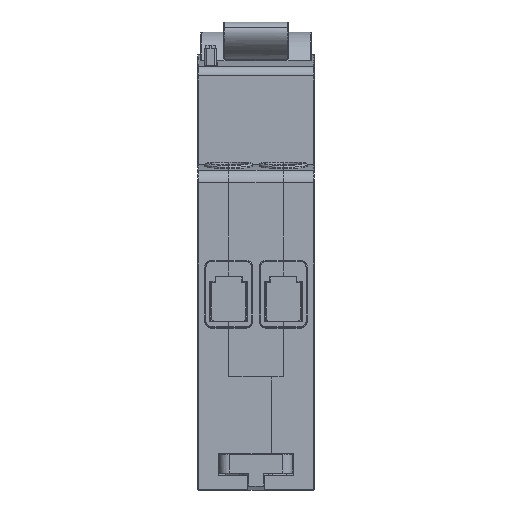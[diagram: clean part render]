
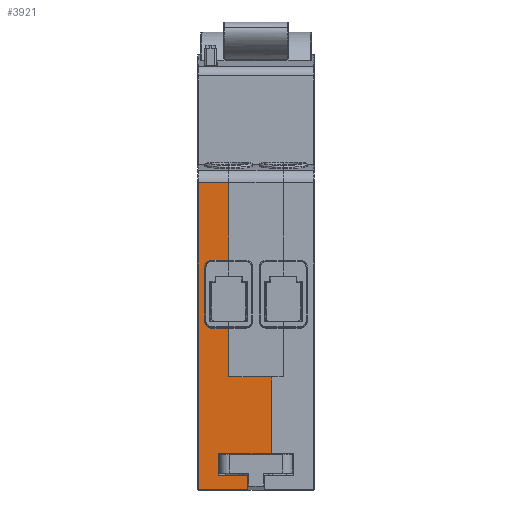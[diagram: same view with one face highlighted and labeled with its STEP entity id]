
A CAD part, front view. The second image highlights one B-rep face of the part: STEP entity #3921.
In plain terms, the highlighted planar face has unit normal (0, -1, 0).
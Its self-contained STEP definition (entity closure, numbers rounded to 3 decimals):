
#245 = EDGE_CURVE ( 'NONE', #1241, #4628, #264, .T. ) ;
#264 = LINE ( 'NONE', #30810, #38400 ) ;
#285 = DIRECTION ( 'NONE',  ( 0., 0., -1. ) ) ;
#614 = DIRECTION ( 'NONE',  ( 0., 0., 1. ) ) ;
#798 = ORIENTED_EDGE ( 'NONE', *, *, #13784, .T. ) ;
#802 = CARTESIAN_POINT ( 'NONE',  ( 2.4, -41.25, 0.1 ) ) ;
#881 = ORIENTED_EDGE ( 'NONE', *, *, #13916, .F. ) ;
#1149 = CARTESIAN_POINT ( 'NONE',  ( -6.8, -41.25, 19.4 ) ) ;
#1241 = VERTEX_POINT ( 'NONE', #36355 ) ;
#1309 = DIRECTION ( 'NONE',  ( 0., 1., 0. ) ) ;
#1552 = LINE ( 'NONE', #1149, #6438 ) ;
#1755 = VERTEX_POINT ( 'NONE', #34268 ) ;
#2021 = EDGE_CURVE ( 'NONE', #4118, #20579, #20846, .T. ) ;
#2193 = VERTEX_POINT ( 'NONE', #30878 ) ;
#2768 = CARTESIAN_POINT ( 'NONE',  ( -1.6, -41.25, 29.9 ) ) ;
#2814 = DIRECTION ( 'NONE',  ( 0., 0., 1. ) ) ;
#3510 = ORIENTED_EDGE ( 'NONE', *, *, #13409, .T. ) ;
#3921 = ADVANCED_FACE ( 'NONE', ( #18589 ), #30616, .F. ) ;
#4118 = VERTEX_POINT ( 'NONE', #13859 ) ;
#4628 = VERTEX_POINT ( 'NONE', #32515 ) ;
#4947 = EDGE_CURVE ( 'NONE', #21026, #1755, #27966, .T. ) ;
#5174 = LINE ( 'NONE', #23917, #32342 ) ;
#5444 = EDGE_CURVE ( 'NONE', #8777, #9672, #25511, .T. ) ;
#5520 = CARTESIAN_POINT ( 'NONE',  ( 2.4, -41.25, 11.9 ) ) ;
#5971 = EDGE_CURVE ( 'NONE', #25232, #9672, #34477, .T. ) ;
#6004 = DIRECTION ( 'NONE',  ( 0., 0., 1. ) ) ;
#6099 = CARTESIAN_POINT ( 'NONE',  ( -6.8, -41.25, 28.8 ) ) ;
#6438 = VECTOR ( 'NONE', #34465, 1000. ) ;
#6506 = CARTESIAN_POINT ( 'NONE',  ( -1.35, -41.25, -3.3 ) ) ;
#7244 = CARTESIAN_POINT ( 'NONE',  ( -6.8, -41.25, 20.5 ) ) ;
#7474 = CARTESIAN_POINT ( 'NONE',  ( 9., -41.25, 0.1 ) ) ;
#7575 = ORIENTED_EDGE ( 'NONE', *, *, #16244, .T. ) ;
#7909 = VERTEX_POINT ( 'NONE', #15264 ) ;
#8000 = CARTESIAN_POINT ( 'NONE',  ( -4.2, -41.25, 41.782 ) ) ;
#8353 = VECTOR ( 'NONE', #6004, 1000. ) ;
#8777 = VERTEX_POINT ( 'NONE', #5520 ) ;
#9001 = VERTEX_POINT ( 'NONE', #19851 ) ;
#9148 = ORIENTED_EDGE ( 'NONE', *, *, #24292, .T. ) ;
#9410 = CARTESIAN_POINT ( 'NONE',  ( -4.2, -41.25, 19.4 ) ) ;
#9672 = VERTEX_POINT ( 'NONE', #802 ) ;
#9866 = ORIENTED_EDGE ( 'NONE', *, *, #2021, .T. ) ;
#11474 = VECTOR ( 'NONE', #26853, 1000. ) ;
#11560 = CARTESIAN_POINT ( 'NONE',  ( -8.9, -41.25, 41.782 ) ) ;
#12101 = ORIENTED_EDGE ( 'NONE', *, *, #33580, .T. ) ;
#12426 = ORIENTED_EDGE ( 'NONE', *, *, #14797, .T. ) ;
#12457 = ORIENTED_EDGE ( 'NONE', *, *, #5444, .F. ) ;
#12983 = DIRECTION ( 'NONE',  ( -1., 0., 0. ) ) ;
#13401 = VERTEX_POINT ( 'NONE', #21298 ) ;
#13409 = EDGE_CURVE ( 'NONE', #13401, #25232, #36453, .T. ) ;
#13784 = EDGE_CURVE ( 'NONE', #9001, #4118, #19205, .T. ) ;
#13859 = CARTESIAN_POINT ( 'NONE',  ( -7.9, -41.25, 20.5 ) ) ;
#13916 = EDGE_CURVE ( 'NONE', #27802, #8777, #22177, .T. ) ;
#13974 = AXIS2_PLACEMENT_3D ( 'NONE', #6099, #29988, #27438 ) ;
#14797 = EDGE_CURVE ( 'NONE', #7909, #24344, #23230, .T. ) ;
#14821 = CARTESIAN_POINT ( 'NONE',  ( -8.9, -41.25, 41.782 ) ) ;
#14924 = VECTOR ( 'NONE', #20061, 1000. ) ;
#15264 = CARTESIAN_POINT ( 'NONE',  ( -4.2, -41.25, 41.782 ) ) ;
#16244 = EDGE_CURVE ( 'NONE', #4628, #21026, #38368, .T. ) ;
#17281 = EDGE_CURVE ( 'NONE', #24344, #1241, #27329, .T. ) ;
#17372 = VECTOR ( 'NONE', #27719, 1000. ) ;
#17787 = VECTOR ( 'NONE', #19505, 1000. ) ;
#18329 = CARTESIAN_POINT ( 'NONE',  ( 9., -41.25, 0.1 ) ) ;
#18589 = FACE_OUTER_BOUND ( 'NONE', #19596, .T. ) ;
#18788 = DIRECTION ( 'NONE',  ( 1., 0., 0. ) ) ;
#19205 = CIRCLE ( 'NONE', #38756, 1.1 ) ;
#19412 = VECTOR ( 'NONE', #12983, 1000. ) ;
#19505 = DIRECTION ( 'NONE',  ( 1., 0., 0. ) ) ;
#19596 = EDGE_LOOP ( 'NONE', ( #12457, #881, #31443, #12101, #798, #9866, #9148, #20314, #23178, #12426, #26207, #31678, #7575, #31064, #20331, #3510, #35196 ) ) ;
#19851 = CARTESIAN_POINT ( 'NONE',  ( -6.8, -41.25, 19.4 ) ) ;
#20061 = DIRECTION ( 'NONE',  ( -1., 0., 0. ) ) ;
#20168 = VECTOR ( 'NONE', #27577, 1000. ) ;
#20314 = ORIENTED_EDGE ( 'NONE', *, *, #34530, .T. ) ;
#20331 = ORIENTED_EDGE ( 'NONE', *, *, #35787, .T. ) ;
#20579 = VERTEX_POINT ( 'NONE', #31129 ) ;
#20846 = LINE ( 'NONE', #32853, #20168 ) ;
#20863 = VECTOR ( 'NONE', #35180, 1000. ) ;
#21026 = VERTEX_POINT ( 'NONE', #6506 ) ;
#21298 = CARTESIAN_POINT ( 'NONE',  ( -5.85, -41.25, 0.1 ) ) ;
#22177 = LINE ( 'NONE', #36771, #17372 ) ;
#22453 = VERTEX_POINT ( 'NONE', #34050 ) ;
#22723 = CARTESIAN_POINT ( 'NONE',  ( -2.2, -41.25, 0.1 ) ) ;
#22792 = VECTOR ( 'NONE', #34125, 1000. ) ;
#22994 = VECTOR ( 'NONE', #33492, 1000. ) ;
#23178 = ORIENTED_EDGE ( 'NONE', *, *, #38060, .F. ) ;
#23230 = LINE ( 'NONE', #28575, #14924 ) ;
#23917 = CARTESIAN_POINT ( 'NONE',  ( -5.85, -41.25, 41.782 ) ) ;
#24292 = EDGE_CURVE ( 'NONE', #20579, #2193, #25278, .T. ) ;
#24344 = VERTEX_POINT ( 'NONE', #14821 ) ;
#24510 = DIRECTION ( 'NONE',  ( 0., 0., -1. ) ) ;
#24703 = CARTESIAN_POINT ( 'NONE',  ( 9., -41.25, 41.782 ) ) ;
#25232 = VERTEX_POINT ( 'NONE', #22723 ) ;
#25278 = CIRCLE ( 'NONE', #13974, 1.1 ) ;
#25377 = AXIS2_PLACEMENT_3D ( 'NONE', #24703, #37545, #614 ) ;
#25511 = LINE ( 'NONE', #31196, #22792 ) ;
#25617 = DIRECTION ( 'NONE',  ( 0., 0., 1. ) ) ;
#26012 = VERTEX_POINT ( 'NONE', #9410 ) ;
#26207 = ORIENTED_EDGE ( 'NONE', *, *, #17281, .T. ) ;
#26853 = DIRECTION ( 'NONE',  ( 1., 0., 0. ) ) ;
#27329 = LINE ( 'NONE', #11560, #30383 ) ;
#27438 = DIRECTION ( 'NONE',  ( 0., 0., 1. ) ) ;
#27577 = DIRECTION ( 'NONE',  ( 0., 0., 1. ) ) ;
#27719 = DIRECTION ( 'NONE',  ( 1., 0., 0. ) ) ;
#27802 = VERTEX_POINT ( 'NONE', #30607 ) ;
#27966 = LINE ( 'NONE', #33840, #19412 ) ;
#28575 = CARTESIAN_POINT ( 'NONE',  ( 9., -41.25, 41.782 ) ) ;
#29416 = VECTOR ( 'NONE', #24510, 1000. ) ;
#29504 = LINE ( 'NONE', #8000, #20863 ) ;
#29988 = DIRECTION ( 'NONE',  ( 0., 1., 0. ) ) ;
#30222 = LINE ( 'NONE', #30418, #29416 ) ;
#30383 = VECTOR ( 'NONE', #285, 1000. ) ;
#30418 = CARTESIAN_POINT ( 'NONE',  ( -4.2, -41.25, 41.782 ) ) ;
#30607 = CARTESIAN_POINT ( 'NONE',  ( -4.2, -41.25, 11.9 ) ) ;
#30616 = PLANE ( 'NONE',  #25377 ) ;
#30810 = CARTESIAN_POINT ( 'NONE',  ( 9., -41.25, -5.4 ) ) ;
#30878 = CARTESIAN_POINT ( 'NONE',  ( -6.8, -41.25, 29.9 ) ) ;
#31064 = ORIENTED_EDGE ( 'NONE', *, *, #4947, .T. ) ;
#31129 = CARTESIAN_POINT ( 'NONE',  ( -7.9, -41.25, 28.8 ) ) ;
#31196 = CARTESIAN_POINT ( 'NONE',  ( 2.4, -41.25, 41.782 ) ) ;
#31443 = ORIENTED_EDGE ( 'NONE', *, *, #34089, .F. ) ;
#31678 = ORIENTED_EDGE ( 'NONE', *, *, #245, .T. ) ;
#32342 = VECTOR ( 'NONE', #2814, 1000. ) ;
#32515 = CARTESIAN_POINT ( 'NONE',  ( -1.35, -41.25, -5.4 ) ) ;
#32853 = CARTESIAN_POINT ( 'NONE',  ( -7.9, -41.25, 28.8 ) ) ;
#33492 = DIRECTION ( 'NONE',  ( 1., 0., 0. ) ) ;
#33580 = EDGE_CURVE ( 'NONE', #26012, #9001, #1552, .T. ) ;
#33840 = CARTESIAN_POINT ( 'NONE',  ( 9., -41.25, -3.3 ) ) ;
#34050 = CARTESIAN_POINT ( 'NONE',  ( -4.2, -41.25, 29.9 ) ) ;
#34089 = EDGE_CURVE ( 'NONE', #26012, #27802, #29504, .T. ) ;
#34125 = DIRECTION ( 'NONE',  ( 0., 0., -1. ) ) ;
#34268 = CARTESIAN_POINT ( 'NONE',  ( -5.85, -41.25, -3.3 ) ) ;
#34465 = DIRECTION ( 'NONE',  ( -1., 0., 0. ) ) ;
#34477 = LINE ( 'NONE', #7474, #17787 ) ;
#34530 = EDGE_CURVE ( 'NONE', #2193, #22453, #35095, .T. ) ;
#35095 = LINE ( 'NONE', #2768, #11474 ) ;
#35180 = DIRECTION ( 'NONE',  ( 0., 0., -1. ) ) ;
#35196 = ORIENTED_EDGE ( 'NONE', *, *, #5971, .T. ) ;
#35787 = EDGE_CURVE ( 'NONE', #1755, #13401, #5174, .T. ) ;
#36355 = CARTESIAN_POINT ( 'NONE',  ( -8.9, -41.25, -5.4 ) ) ;
#36453 = LINE ( 'NONE', #18329, #22994 ) ;
#36771 = CARTESIAN_POINT ( 'NONE',  ( 9., -41.25, 11.9 ) ) ;
#37545 = DIRECTION ( 'NONE',  ( 0., 1., 0. ) ) ;
#38060 = EDGE_CURVE ( 'NONE', #7909, #22453, #30222, .T. ) ;
#38368 = LINE ( 'NONE', #38942, #8353 ) ;
#38400 = VECTOR ( 'NONE', #18788, 1000. ) ;
#38756 = AXIS2_PLACEMENT_3D ( 'NONE', #7244, #1309, #25617 ) ;
#38942 = CARTESIAN_POINT ( 'NONE',  ( -1.35, -41.25, 41.782 ) ) ;
